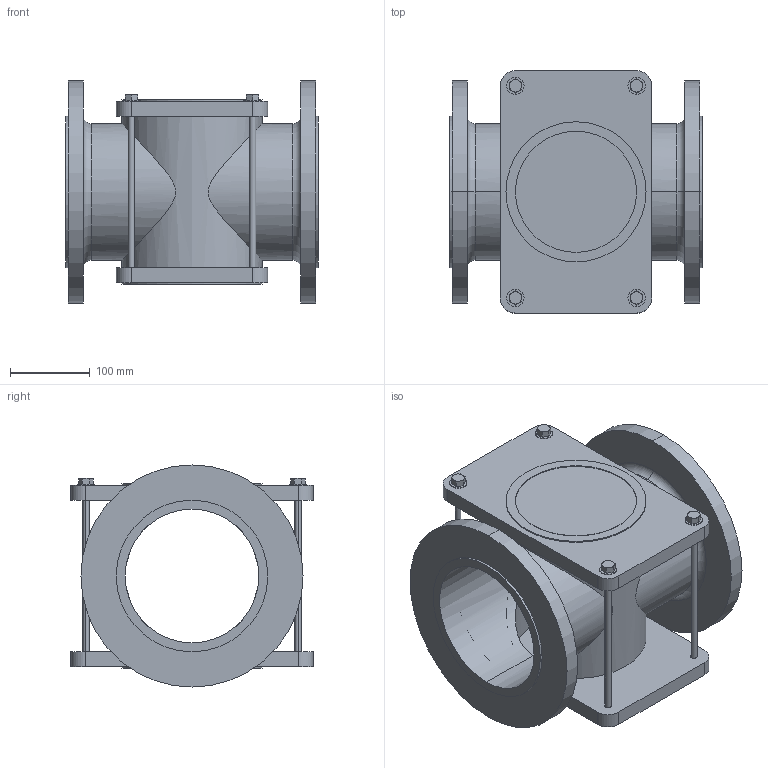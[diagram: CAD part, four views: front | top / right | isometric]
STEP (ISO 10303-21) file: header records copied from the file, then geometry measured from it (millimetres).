
FILE_DESCRIPTION (( 'STEP AP203' ), '1' );
FILE_NAME ('70113304.STEP', '2013-05-02T16:32:16', ( 'Kari Chittenden' ), ( '' ), 'SwSTEP 2.0', 'SolidWorks 2012', '' );
FILE_SCHEMA (( 'CONFIG_CONTROL_DESIGN' ));
Length unit declared in the file: inch
Products named in the file (1): 70113304
Bounding box: 317.5 x 304.8 x 279.4 mm (x, y, z)
Volume: 3765070.7 mm3; surface area: 774578.7 mm2
Topology: 5 solids, 5 shells, 140 faces, 312 edges, 196 vertices
Faces by surface type: plane 60, cylinder 52, cone 24, torus 4
Entity records: 4953 total; most frequent: CARTESIAN_POINT 1747, DIRECTION 666, ORIENTED_EDGE 624, EDGE_CURVE 312, AXIS2_PLACEMENT_3D 269, VERTEX_POINT 196, EDGE_LOOP 164, ADVANCED_FACE 140
